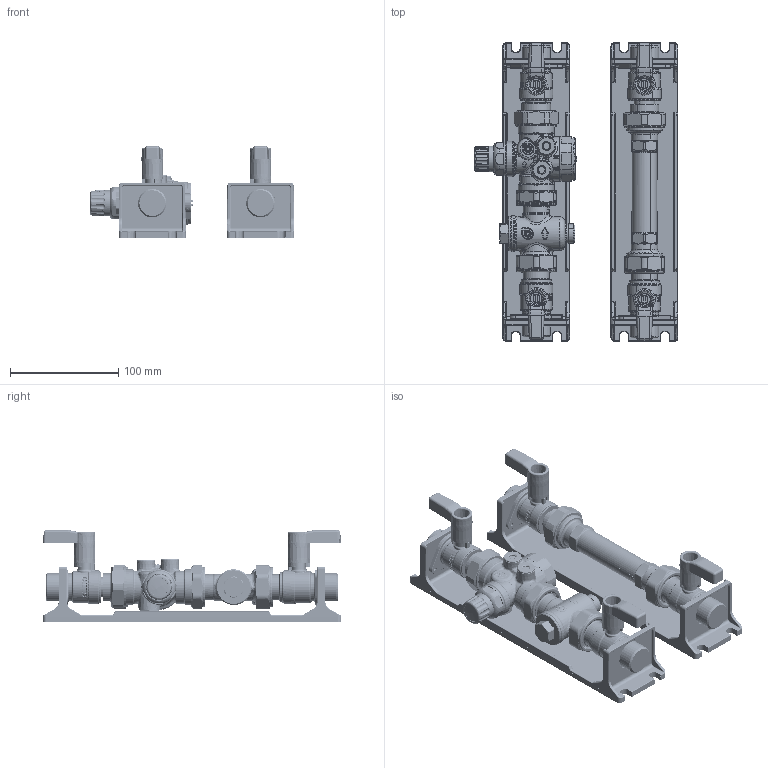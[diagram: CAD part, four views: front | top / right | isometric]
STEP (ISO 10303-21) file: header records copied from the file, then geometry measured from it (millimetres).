
FILE_DESCRIPTION(('CATIA V5 STEP Exchange'),'2;1');
FILE_NAME('STEP_700255_H40_-_TST.stp','2019-10-17T07:36:45+00:00',('none'),('none'),'CATIA Version 5-6 Release 2016 SP4','CATIA V5 STEP AP203','none');
FILE_SCHEMA(('CONFIG_CONTROL_DESIGN'));
Products named in the file (1): 700255 H40 - TST
Bounding box: 188.46 x 275.5 x 84.6 mm (x, y, z)
Volume: 720565.8 mm3; surface area: 220813.7 mm2
Topology: 28 solids, 34 shells, 6744 faces, 16074 edges, 9128 vertices
Faces by surface type: bspline 3059, cylinder 1414, plane 950, cone 477, torus 364, sphere 283, extrusion 183, revolution 14
Entity records: 360642 total; most frequent: CARTESIAN_POINT 240702, ORIENTED_EDGE 31360, EDGE_CURVE 15680, DIRECTION 11972, B_SPLINE_CURVE_WITH_KNOTS 9299, VERTEX_POINT 9128, EDGE_LOOP 6922, ADVANCED_FACE 6744
